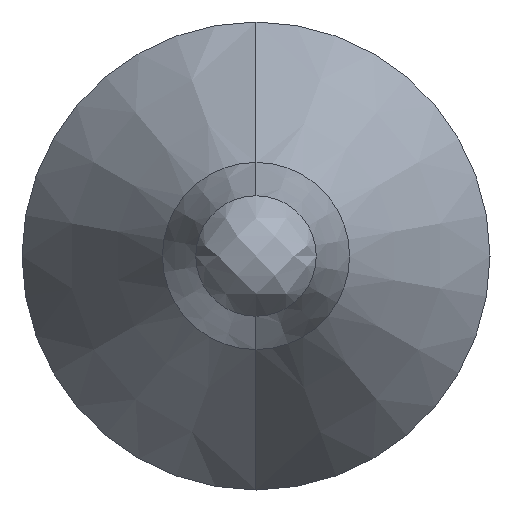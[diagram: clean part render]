
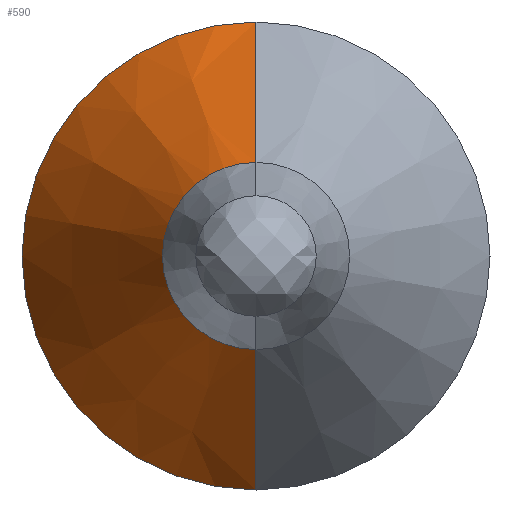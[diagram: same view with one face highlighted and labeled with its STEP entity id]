
A CAD part, left-side view. The second image highlights one B-rep face of the part: STEP entity #590.
In plain terms, the highlighted conical face has half-angle 30 degrees and reference radius 1.875 mm.
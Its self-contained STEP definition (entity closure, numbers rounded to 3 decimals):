
#1 = CARTESIAN_POINT ( 'NONE',  ( 54.537, 0., 0. ) ) ;
#24 = DIRECTION ( 'NONE',  ( -1., 0., 0. ) ) ;
#131 = CARTESIAN_POINT ( 'NONE',  ( 54.537, 0., 1.875 ) ) ;
#139 = CARTESIAN_POINT ( 'NONE',  ( 54.537, 0., 1.875 ) ) ;
#245 = VERTEX_POINT ( 'NONE', #325 ) ;
#261 = CARTESIAN_POINT ( 'NONE',  ( 52.588, 0., -0.75 ) ) ;
#270 = DIRECTION ( 'NONE',  ( 0.866, 0., 0.5 ) ) ;
#325 = CARTESIAN_POINT ( 'NONE',  ( 52.588, 0., 0.75 ) ) ;
#387 = AXIS2_PLACEMENT_3D ( 'NONE', #1, #1264, #561 ) ;
#405 = CIRCLE ( 'NONE', #764, 0.75 ) ;
#561 = DIRECTION ( 'NONE',  ( 0., 0., -1. ) ) ;
#590 = ADVANCED_FACE ( 'NONE', ( #860 ), #1053, .T. ) ;
#666 = VECTOR ( 'NONE', #917, 1000. ) ;
#734 = CARTESIAN_POINT ( 'NONE',  ( 52.588, 0., 0. ) ) ;
#757 = EDGE_LOOP ( 'NONE', ( #1322, #1060, #1581, #809 ) ) ;
#759 = CARTESIAN_POINT ( 'NONE',  ( 54.537, 0., 0. ) ) ;
#764 = AXIS2_PLACEMENT_3D ( 'NONE', #734, #1584, #843 ) ;
#788 = AXIS2_PLACEMENT_3D ( 'NONE', #759, #24, #869 ) ;
#809 = ORIENTED_EDGE ( 'NONE', *, *, #1564, .F. ) ;
#838 = LINE ( 'NONE', #1158, #666 ) ;
#843 = DIRECTION ( 'NONE',  ( 0., 0., -1. ) ) ;
#860 = FACE_OUTER_BOUND ( 'NONE', #757, .T. ) ;
#869 = DIRECTION ( 'NONE',  ( 0., 1., 0. ) ) ;
#917 = DIRECTION ( 'NONE',  ( 0.866, 0., -0.5 ) ) ;
#1031 = VECTOR ( 'NONE', #270, 1000. ) ;
#1053 = CONICAL_SURFACE ( 'NONE', #387, 1.875, 0.524 ) ;
#1060 = ORIENTED_EDGE ( 'NONE', *, *, #1444, .T. ) ;
#1158 = CARTESIAN_POINT ( 'NONE',  ( 54.537, 0., -1.875 ) ) ;
#1234 = EDGE_CURVE ( 'NONE', #245, #1391, #405, .T. ) ;
#1264 = DIRECTION ( 'NONE',  ( 1., 0., 0. ) ) ;
#1292 = CARTESIAN_POINT ( 'NONE',  ( 54.537, 0., -1.875 ) ) ;
#1322 = ORIENTED_EDGE ( 'NONE', *, *, #1234, .F. ) ;
#1360 = CIRCLE ( 'NONE', #788, 1.875 ) ;
#1389 = VERTEX_POINT ( 'NONE', #131 ) ;
#1391 = VERTEX_POINT ( 'NONE', #261 ) ;
#1401 = LINE ( 'NONE', #139, #1031 ) ;
#1444 = EDGE_CURVE ( 'NONE', #245, #1389, #1401, .T. ) ;
#1468 = EDGE_CURVE ( 'NONE', #1389, #1586, #1360, .T. ) ;
#1564 = EDGE_CURVE ( 'NONE', #1391, #1586, #838, .T. ) ;
#1581 = ORIENTED_EDGE ( 'NONE', *, *, #1468, .T. ) ;
#1584 = DIRECTION ( 'NONE',  ( -1., 0., 0. ) ) ;
#1586 = VERTEX_POINT ( 'NONE', #1292 ) ;
